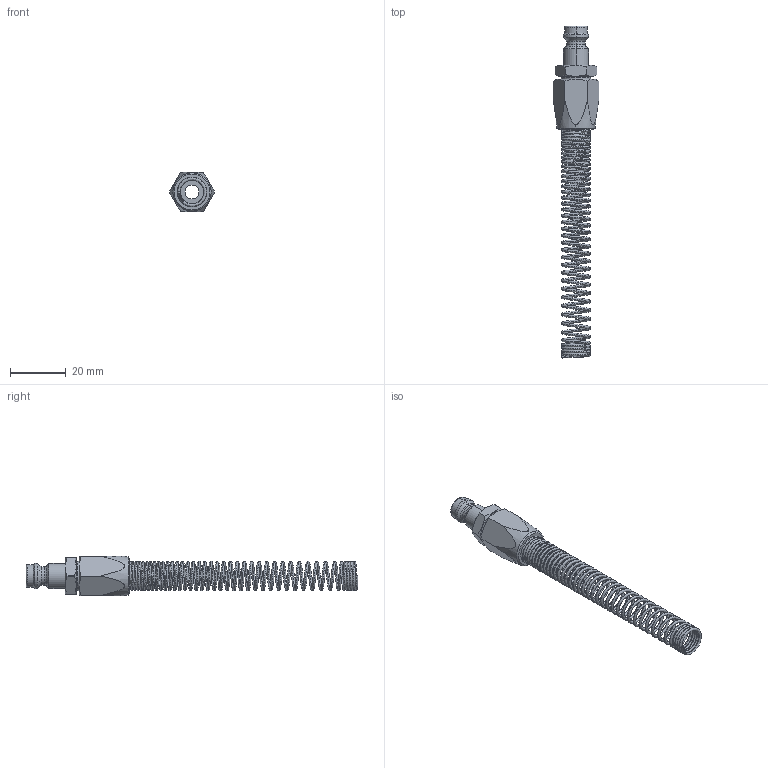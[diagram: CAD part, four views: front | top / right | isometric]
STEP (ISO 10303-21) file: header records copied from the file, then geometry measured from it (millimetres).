
FILE_DESCRIPTION (( 'STEP AP203' ), '1' );
FILE_NAME ('07211440.STEP', '2011-07-14T07:22:48', ( 'SP' ), ( 'sopra-pneumatic' ), 'SwSTEP 2.0', 'SolidWorks 2011', '' );
FILE_SCHEMA (( 'CONFIG_CONTROL_DESIGN' ));
Length unit declared in the file: millimetre
Products named in the file (1): 07211440
Bounding box: 16.17 x 118.72 x 14 mm (x, y, z)
Volume: 4601.5 mm3; surface area: 6076.7 mm2
Topology: 1 solids, 1 shells, 64 faces, 150 edges, 92 vertices
Faces by surface type: cone 18, cylinder 18, plane 18, torus 8, bspline 2
Entity records: 21275 total; most frequent: CARTESIAN_POINT 19757, DIRECTION 302, ORIENTED_EDGE 300, EDGE_CURVE 150, AXIS2_PLACEMENT_3D 127, VERTEX_POINT 92, EDGE_LOOP 70, CIRCLE 64
